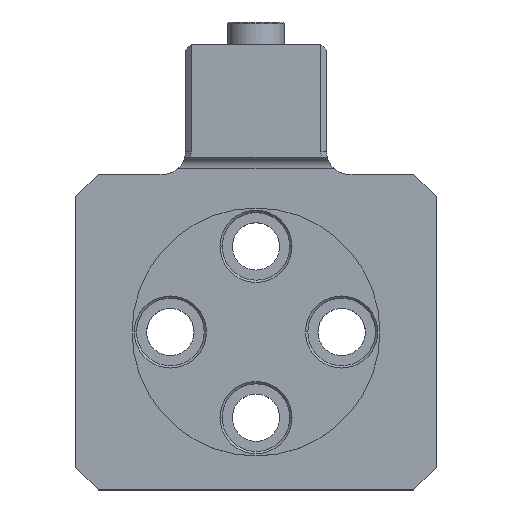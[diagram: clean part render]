
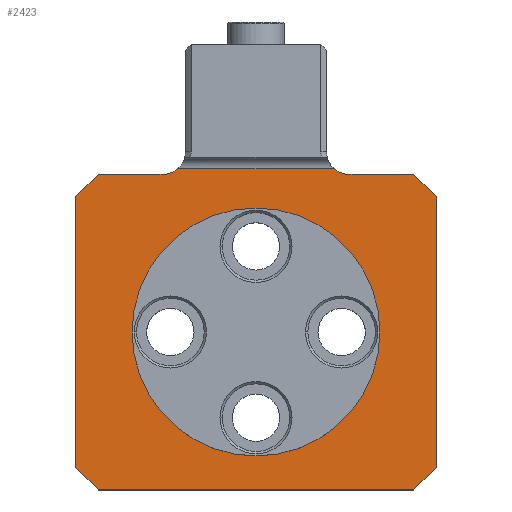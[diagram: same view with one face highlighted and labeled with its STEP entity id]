
A CAD part, top view. The second image highlights one B-rep face of the part: STEP entity #2423.
In plain terms, the highlighted planar face has unit normal (0, 0, 1).
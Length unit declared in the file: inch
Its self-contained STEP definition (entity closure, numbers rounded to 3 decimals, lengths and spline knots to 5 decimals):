
#78=DIRECTION('',(1.,0.,0.));
#79=VECTOR('',#78,0.54544);
#80=CARTESIAN_POINT('',(-0.27272,0.57087,
0.3937));
#81=LINE('',#80,#79);
#111=CARTESIAN_POINT('',(0.27272,0.57087,
0.3937));
#212=CARTESIAN_POINT('',(-0.27272,0.57087,
0.3937));
#794=DIRECTION('',(1.,0.,0.));
#795=VECTOR('',#794,0.22638);
#796=CARTESIAN_POINT('',(-0.55118,0.55118,
0.3937));
#797=LINE('',#796,#795);
#808=CARTESIAN_POINT('',(0.3248,0.62992,
0.3937));
#809=DIRECTION('',(0.,0.,-1.));
#810=DIRECTION('',(0.,-1.,0.));
#811=AXIS2_PLACEMENT_3D('',#808,#809,#810);
#816=DIRECTION('',(-0.707,0.707,0.));
#817=VECTOR('',#816,0.11136);
#818=CARTESIAN_POINT('',(0.62992,0.47244,
0.3937));
#819=LINE('',#818,#817);
#823=DIRECTION('',(0.707,0.707,0.));
#824=VECTOR('',#823,0.11136);
#825=CARTESIAN_POINT('',(0.55118,-0.55118,
0.3937));
#826=LINE('',#825,#824);
#830=DIRECTION('',(0.707,-0.707,0.));
#831=VECTOR('',#830,0.11136);
#832=CARTESIAN_POINT('',(-0.62992,-0.47244,
0.3937));
#833=LINE('',#832,#831);
#837=DIRECTION('',(-0.707,-0.707,0.));
#838=VECTOR('',#837,0.11136);
#839=CARTESIAN_POINT('',(-0.55118,0.55118,
0.3937));
#840=LINE('',#839,#838);
#844=CARTESIAN_POINT('',(-0.3248,0.62992,
0.3937));
#845=DIRECTION('',(0.,0.,-1.));
#846=DIRECTION('',(0.661,-0.75,0.));
#847=AXIS2_PLACEMENT_3D('',#844,#845,#846);
#852=CARTESIAN_POINT('',(0.,0.,0.3937));
#853=DIRECTION('',(0.,0.,-1.));
#854=DIRECTION('',(1.,0.,0.));
#855=AXIS2_PLACEMENT_3D('',#852,#853,#854);
#860=CARTESIAN_POINT('',(0.,0.,0.3937));
#861=DIRECTION('',(0.,0.,-1.));
#862=DIRECTION('',(-1.,0.,0.));
#863=AXIS2_PLACEMENT_3D('',#860,#861,#862);
#875=DIRECTION('',(1.,0.,0.));
#876=VECTOR('',#875,0.22638);
#877=CARTESIAN_POINT('',(0.3248,0.55118,
0.3937));
#878=LINE('',#877,#876);
#889=DIRECTION('',(0.,-1.,0.));
#890=VECTOR('',#889,0.94488);
#891=CARTESIAN_POINT('',(0.62992,0.47244,
0.3937));
#892=LINE('',#891,#890);
#910=DIRECTION('',(-1.,0.,0.));
#911=VECTOR('',#910,1.10236);
#912=CARTESIAN_POINT('',(0.55118,-0.55118,
0.3937));
#913=LINE('',#912,#911);
#938=DIRECTION('',(0.,1.,0.));
#939=VECTOR('',#938,0.94488);
#940=CARTESIAN_POINT('',(-0.62992,-0.47244,
0.3937));
#941=LINE('',#940,#939);
#1584=VERTEX_POINT('',#111);
#1591=VERTEX_POINT('',#212);
#1626=CARTESIAN_POINT('',(-0.3248,0.55118,
0.3937));
#1627=VERTEX_POINT('',#1626);
#1630=CARTESIAN_POINT('',(-0.55118,0.55118,
0.3937));
#1631=VERTEX_POINT('',#1630);
#1632=CARTESIAN_POINT('',(0.3248,0.55118,
0.3937));
#1633=VERTEX_POINT('',#1632);
#1638=CARTESIAN_POINT('',(-0.62992,-0.47244,
0.3937));
#1639=CARTESIAN_POINT('',(-0.55118,-0.55118,
0.3937));
#1640=VERTEX_POINT('',#1638);
#1641=VERTEX_POINT('',#1639);
#1656=CARTESIAN_POINT('',(-0.62992,0.47244,
0.3937));
#1657=VERTEX_POINT('',#1656);
#1658=CARTESIAN_POINT('',(0.55118,-0.55118,
0.3937));
#1659=CARTESIAN_POINT('',(0.62992,-0.47244,
0.3937));
#1660=VERTEX_POINT('',#1658);
#1661=VERTEX_POINT('',#1659);
#1662=CARTESIAN_POINT('',(0.62992,0.47244,
0.3937));
#1663=VERTEX_POINT('',#1662);
#1664=CARTESIAN_POINT('',(0.55118,0.55118,
0.3937));
#1665=VERTEX_POINT('',#1664);
#1822=CARTESIAN_POINT('',(-0.43307,0.,0.3937));
#1824=VERTEX_POINT('',#1822);
#1828=CARTESIAN_POINT('',(0.43307,0.,0.3937));
#1829=VERTEX_POINT('',#1828);
#2390=CARTESIAN_POINT('',(0.,0.16464,0.3937));
#2391=DIRECTION('',(0.,0.,1.));
#2392=DIRECTION('',(1.,0.,0.));
#2393=AXIS2_PLACEMENT_3D('',#2390,#2391,#2392);
#2394=PLANE('',#2393);
#2395=ORIENTED_EDGE('',*,*,#1837,.T.);
#2396=ORIENTED_EDGE('',*,*,#1867,.F.);
#2398=ORIENTED_EDGE('',*,*,#2397,.T.);
#2400=ORIENTED_EDGE('',*,*,#2399,.F.);
#2402=ORIENTED_EDGE('',*,*,#2401,.T.);
#2404=ORIENTED_EDGE('',*,*,#2403,.F.);
#2406=ORIENTED_EDGE('',*,*,#2405,.T.);
#2408=ORIENTED_EDGE('',*,*,#2407,.F.);
#2410=ORIENTED_EDGE('',*,*,#2409,.T.);
#2412=ORIENTED_EDGE('',*,*,#2411,.F.);
#2413=ORIENTED_EDGE('',*,*,#2382,.T.);
#2414=ORIENTED_EDGE('',*,*,#1920,.F.);
#2415=EDGE_LOOP('',(#2395,#2396,#2398,#2400,#2402,#2404,#2406,#2408,#2410,#2412,
#2413,#2414));
#2416=FACE_OUTER_BOUND('',#2415,.F.);
#2418=ORIENTED_EDGE('',*,*,#2417,.F.);
#2420=ORIENTED_EDGE('',*,*,#2419,.F.);
#2421=EDGE_LOOP('',(#2418,#2420));
#2422=FACE_BOUND('',#2421,.F.);
#812=CIRCLE('',#811,0.07874);
#848=CIRCLE('',#847,0.07874);
#856=CIRCLE('',#855,0.43307);
#864=CIRCLE('',#863,0.43307);
#1837=EDGE_CURVE('',#1591,#1584,#81,.T.);
#1867=EDGE_CURVE('',#1633,#1584,#812,.T.);
#1920=EDGE_CURVE('',#1591,#1627,#848,.T.);
#2382=EDGE_CURVE('',#1631,#1627,#797,.T.);
#2397=EDGE_CURVE('',#1633,#1665,#878,.T.);
#2399=EDGE_CURVE('',#1663,#1665,#819,.T.);
#2401=EDGE_CURVE('',#1663,#1661,#892,.T.);
#2403=EDGE_CURVE('',#1660,#1661,#826,.T.);
#2405=EDGE_CURVE('',#1660,#1641,#913,.T.);
#2407=EDGE_CURVE('',#1640,#1641,#833,.T.);
#2409=EDGE_CURVE('',#1640,#1657,#941,.T.);
#2411=EDGE_CURVE('',#1631,#1657,#840,.T.);
#2417=EDGE_CURVE('',#1829,#1824,#856,.T.);
#2419=EDGE_CURVE('',#1824,#1829,#864,.T.);
#2423=ADVANCED_FACE('',(#2416,#2422),#2394,.T.);
